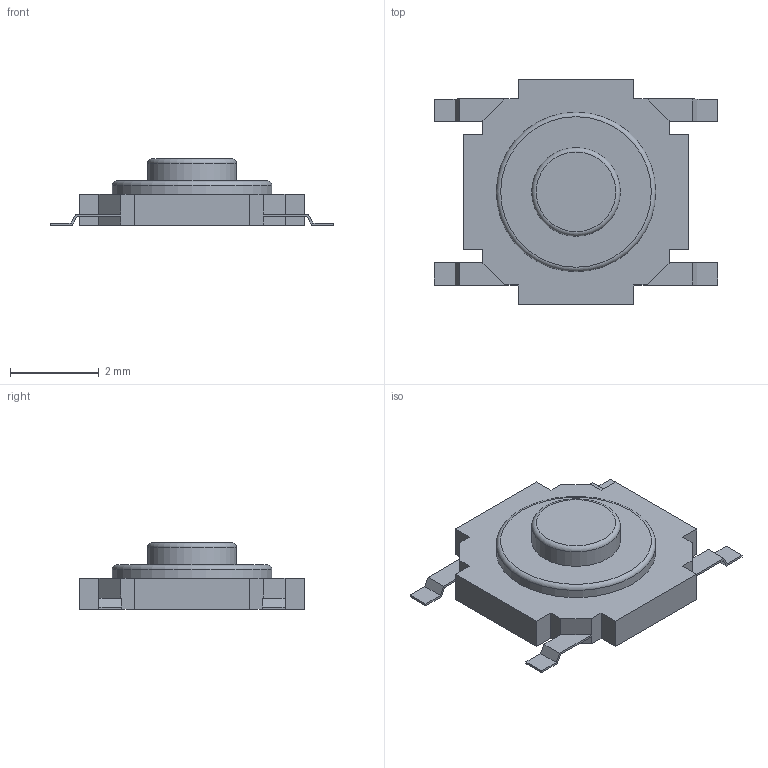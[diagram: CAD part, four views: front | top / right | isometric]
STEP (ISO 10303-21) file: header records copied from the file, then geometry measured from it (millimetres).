
FILE_DESCRIPTION(('FreeCAD Model'),'2;1');
FILE_NAME('PTS525SK-SM.step', '2019-04-24T23:36:19',('Author'),(''), 'Open CASCADE STEP processor 7.3','FreeCAD','Unknown');
FILE_SCHEMA(('AUTOMOTIVE_DESIGN { 1 0 10303 214 1 1 1 1 }'));
Length unit declared in the file: millimetre
Products named in the file (1): Open_CASCADE_STEP_translator_6.8_1
Bounding box: 6.4 x 5.1 x 1.5 mm (x, y, z)
Volume: 20 mm3; surface area: 69.3 mm2
Topology: 1 solids, 1 shells, 68 faces, 192 edges, 128 vertices
Faces by surface type: plane 64, torus 2, cylinder 2
Full cylindrical faces by diameter (mm): 2 x1, 3.6 x1
Entity records: 5152 total; most frequent: CARTESIAN_POINT 785, DIRECTION 718, LINE 558, VECTOR 558, ORIENTED_EDGE 384, PCURVE 384, DEFINITIONAL_REPRESENTATION 384, EDGE_CURVE 192
